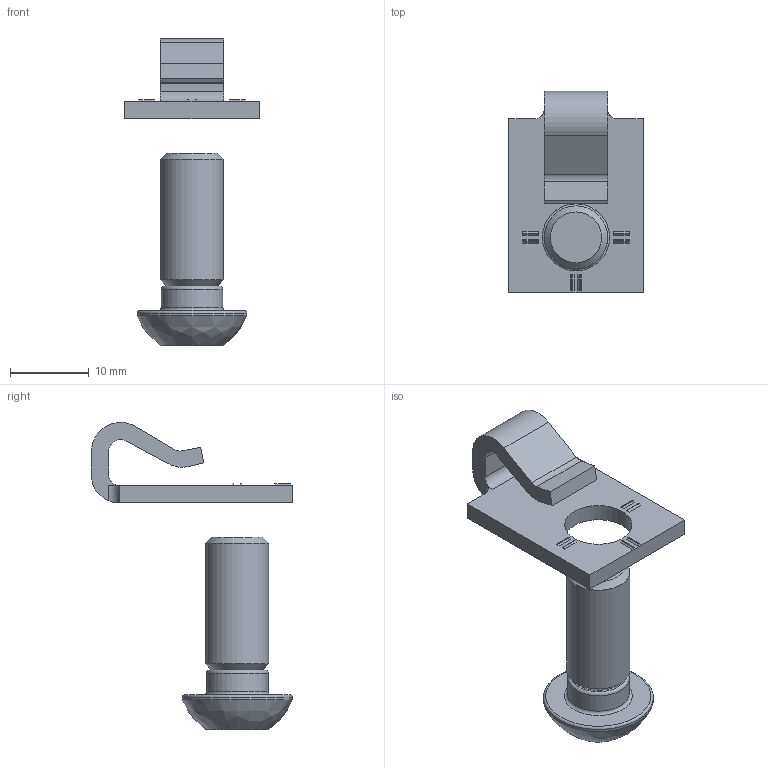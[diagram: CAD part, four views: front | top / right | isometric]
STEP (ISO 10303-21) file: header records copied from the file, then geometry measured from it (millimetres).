
FILE_DESCRIPTION(('FreeCAD Model'),'2;1');
FILE_NAME('Open CASCADE Shape Model','2024-04-03T10:49:27',(''),(''), 'Open CASCADE STEP processor 7.6','FreeCAD','Unknown');
FILE_SCHEMA(('AUTOMOTIVE_DESIGN { 1 0 10303 214 1 1 1 1 }'));
Length unit declared in the file: millimetre
Products named in the file (3): STI8-FS1.2; _099F0840SM08_b1; _099F0840SM08_b3
Assembly tree (2 placements, depth 2):
  STI8-FS1.2
    _099F0840SM08_b1
    _099F0840SM08_b3
Bounding box: 17 x 25.5 x 38.94 mm (x, y, z)
Volume: 2483.1 mm3; surface area: 2268 mm2
Topology: 2 solids, 2 shells, 89 faces, 215 edges, 138 vertices
Faces by surface type: plane 68, cylinder 12, torus 4, cone 4, bspline 1
Full cylindrical faces by diameter (mm): 7.83 x1, 8 x1, 8.5 x1, 13.93 x1
Entity records: 6012 total; most frequent: CARTESIAN_POINT 1662, DIRECTION 788, LINE 506, VECTOR 506, ORIENTED_EDGE 428, PCURVE 428, DEFINITIONAL_REPRESENTATION 428, EDGE_CURVE 214
